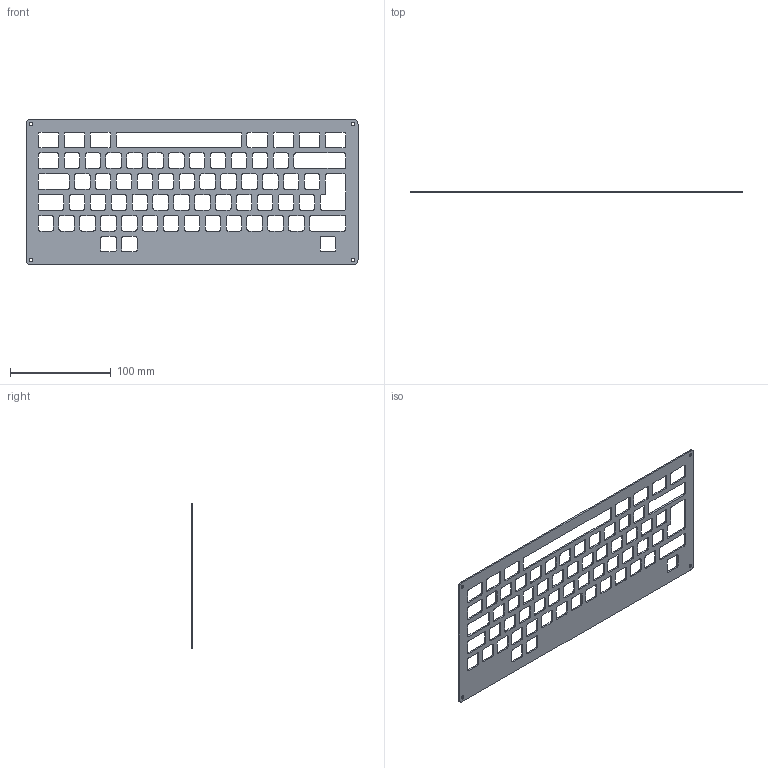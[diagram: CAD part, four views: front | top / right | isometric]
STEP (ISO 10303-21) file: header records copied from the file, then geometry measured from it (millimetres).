
FILE_DESCRIPTION(/* description */ (''),/* implementation_level */ '2;1');
FILE_NAME(/* name */ 'aab521cb-1398-49f4-8749-2a81ba2121b1.stp',/* time_stamp */ '2025-12-16T09:12:53Z',/* author */ (''),/* organization */ (''),/* preprocessor_version */ 'ST-DEVELOPER v20.1',/* originating_system */ 'Autodesk Translation Framework v14.24.0.0',/* authorisation */ '');
FILE_SCHEMA (('AUTOMOTIVE_DESIGN { 1 0 10303 214 3 1 1 }'));
Length unit declared in the file: millimetre
Products named in the file (1): top
Bounding box: 330 x 1.5 x 145 mm (x, y, z)
Volume: 42653.1 mm3; surface area: 64817.9 mm2
Topology: 1 solids, 1 shells, 537 faces, 1605 edges, 1070 vertices
Faces by surface type: cylinder 269, plane 268
Full cylindrical faces by diameter (mm): 3.4 x4
Entity records: 18526 total; most frequent: DIRECTION 3219, CARTESIAN_POINT 3213, ORIENTED_EDGE 3210, EDGE_CURVE 1605, AXIS2_PLACEMENT_3D 1076, VERTEX_POINT 1070, LINE 1067, VECTOR 1067
